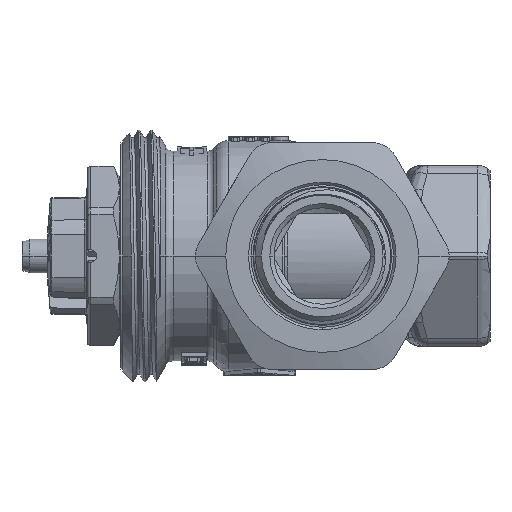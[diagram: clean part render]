
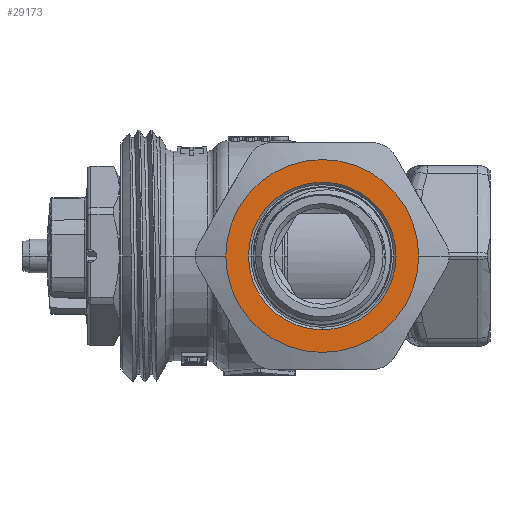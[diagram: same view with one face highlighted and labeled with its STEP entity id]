
A CAD part, left-side view. The second image highlights one B-rep face of the part: STEP entity #29173.
In plain terms, the highlighted planar face has unit normal (-1, 0, 0).
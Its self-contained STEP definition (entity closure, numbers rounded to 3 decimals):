
#343=CARTESIAN_POINT('',(-29.25,0.,0.));
#344=DIRECTION('',(-1.,0.,0.));
#345=DIRECTION('',(0.,1.,0.));
#346=AXIS2_PLACEMENT_3D('',#343,#344,#345);
#348=CARTESIAN_POINT('',(-29.25,0.,0.));
#349=DIRECTION('',(-1.,0.,0.));
#350=DIRECTION('',(0.,-1.,0.));
#351=AXIS2_PLACEMENT_3D('',#348,#349,#350);
#623=CARTESIAN_POINT('',(-29.25,0.,0.));
#624=DIRECTION('',(-1.,0.,0.));
#625=DIRECTION('',(0.,0.,-1.));
#626=AXIS2_PLACEMENT_3D('',#623,#624,#625);
#641=CARTESIAN_POINT('',(-29.25,0.,0.));
#642=DIRECTION('',(-1.,0.,0.));
#643=DIRECTION('',(0.,0.,1.));
#644=AXIS2_PLACEMENT_3D('',#641,#642,#643);
#28445=CARTESIAN_POINT('',(-29.25,11.5,0.));
#28446=CARTESIAN_POINT('',(-29.25,-11.5,0.));
#28447=VERTEX_POINT('',#28445);
#28448=VERTEX_POINT('',#28446);
#28475=CARTESIAN_POINT('',(-29.25,0.,8.8));
#28476=CARTESIAN_POINT('',(-29.25,0.,-8.8));
#28477=VERTEX_POINT('',#28475);
#28478=VERTEX_POINT('',#28476);
#29157=CARTESIAN_POINT('',(-29.25,0.,0.));
#29158=DIRECTION('',(-1.,0.,0.));
#29159=DIRECTION('',(0.,1.,0.));
#29160=AXIS2_PLACEMENT_3D('',#29157,#29158,#29159);
#29161=PLANE('',#29160);
#29162=ORIENTED_EDGE('',*,*,#29137,.F.);
#29164=ORIENTED_EDGE('',*,*,#29163,.F.);
#29165=EDGE_LOOP('',(#29162,#29164));
#29166=FACE_OUTER_BOUND('',#29165,.F.);
#29168=ORIENTED_EDGE('',*,*,#29167,.T.);
#29170=ORIENTED_EDGE('',*,*,#29169,.T.);
#29171=EDGE_LOOP('',(#29168,#29170));
#29172=FACE_BOUND('',#29171,.F.);
#29173=ADVANCED_FACE('',(#29166,#29172),#29161,.T.);
#347=CIRCLE('',#346,11.5);
#352=CIRCLE('',#351,11.5);
#627=CIRCLE('',#626,8.8);
#645=CIRCLE('',#644,8.8);
#29137=EDGE_CURVE('',#28447,#28448,#347,.T.);
#29163=EDGE_CURVE('',#28448,#28447,#352,.T.);
#29167=EDGE_CURVE('',#28478,#28477,#627,.T.);
#29169=EDGE_CURVE('',#28477,#28478,#645,.T.);
